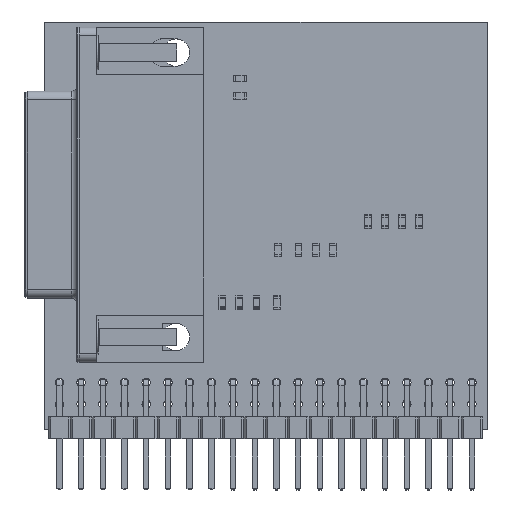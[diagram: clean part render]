
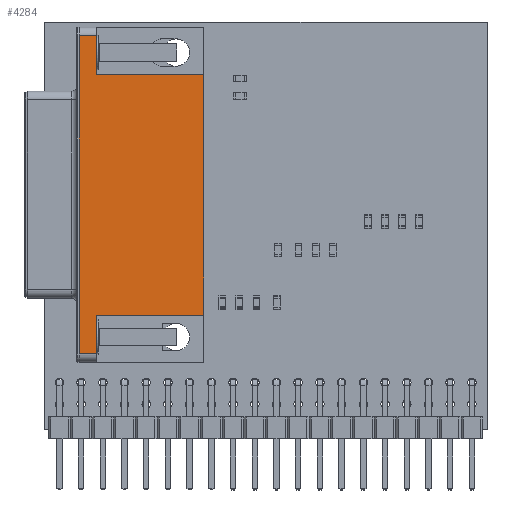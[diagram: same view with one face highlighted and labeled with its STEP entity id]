
A CAD part, top view. The second image highlights one B-rep face of the part: STEP entity #4284.
In plain terms, the highlighted planar face has unit normal (0, 0, 1).
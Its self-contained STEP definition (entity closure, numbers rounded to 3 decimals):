
#4043 = VERTEX_POINT('',#4044);
#4044 = CARTESIAN_POINT('',(-28.295,-12.74,12.5));
#4050 = EDGE_CURVE('',#4051,#4043,#4053,.T.);
#4051 = VERTEX_POINT('',#4052);
#4052 = CARTESIAN_POINT('',(8.905,-12.74,12.5));
#4053 = LINE('',#4054,#4055);
#4054 = CARTESIAN_POINT('',(8.905,-12.74,12.5));
#4055 = VECTOR('',#4056,1.);
#4056 = DIRECTION('',(-1.,0.,0.));
#4284 = ADVANCED_FACE('',(#4285),#4342,.T.);
#4285 = FACE_BOUND('',#4286,.T.);
#4286 = EDGE_LOOP('',(#4287,#4288,#4296,#4304,#4312,#4320,#4328,#4336));
#4287 = ORIENTED_EDGE('',*,*,#4050,.F.);
#4288 = ORIENTED_EDGE('',*,*,#4289,.T.);
#4289 = EDGE_CURVE('',#4051,#4290,#4292,.T.);
#4290 = VERTEX_POINT('',#4291);
#4291 = CARTESIAN_POINT('',(8.905,-10.74,12.5));
#4292 = LINE('',#4293,#4294);
#4293 = CARTESIAN_POINT('',(8.905,-12.74,12.5));
#4294 = VECTOR('',#4295,1.);
#4295 = DIRECTION('',(0.,1.,0.));
#4296 = ORIENTED_EDGE('',*,*,#4297,.F.);
#4297 = EDGE_CURVE('',#4298,#4290,#4300,.T.);
#4298 = VERTEX_POINT('',#4299);
#4299 = CARTESIAN_POINT('',(4.405,-10.74,12.5));
#4300 = LINE('',#4301,#4302);
#4301 = CARTESIAN_POINT('',(8.905,-10.74,12.5));
#4302 = VECTOR('',#4303,1.);
#4303 = DIRECTION('',(1.,0.,0.));
#4304 = ORIENTED_EDGE('',*,*,#4305,.F.);
#4305 = EDGE_CURVE('',#4306,#4298,#4308,.T.);
#4306 = VERTEX_POINT('',#4307);
#4307 = CARTESIAN_POINT('',(4.405,1.8,12.5));
#4308 = LINE('',#4309,#4310);
#4309 = CARTESIAN_POINT('',(4.405,-11.74,12.5));
#4310 = VECTOR('',#4311,1.);
#4311 = DIRECTION('',(0.,-1.,0.));
#4312 = ORIENTED_EDGE('',*,*,#4313,.T.);
#4313 = EDGE_CURVE('',#4306,#4314,#4316,.T.);
#4314 = VERTEX_POINT('',#4315);
#4315 = CARTESIAN_POINT('',(-23.795,1.8,12.5));
#4316 = LINE('',#4317,#4318);
#4317 = CARTESIAN_POINT('',(9.905,1.8,12.5));
#4318 = VECTOR('',#4319,1.);
#4319 = DIRECTION('',(-1.,0.,0.));
#4320 = ORIENTED_EDGE('',*,*,#4321,.F.);
#4321 = EDGE_CURVE('',#4322,#4314,#4324,.T.);
#4322 = VERTEX_POINT('',#4323);
#4323 = CARTESIAN_POINT('',(-23.795,-10.74,12.5));
#4324 = LINE('',#4325,#4326);
#4325 = CARTESIAN_POINT('',(-23.795,-11.74,12.5));
#4326 = VECTOR('',#4327,1.);
#4327 = DIRECTION('',(0.,1.,0.));
#4328 = ORIENTED_EDGE('',*,*,#4329,.F.);
#4329 = EDGE_CURVE('',#4330,#4322,#4332,.T.);
#4330 = VERTEX_POINT('',#4331);
#4331 = CARTESIAN_POINT('',(-28.295,-10.74,12.5));
#4332 = LINE('',#4333,#4334);
#4333 = CARTESIAN_POINT('',(-8.695,-10.74,12.5));
#4334 = VECTOR('',#4335,1.);
#4335 = DIRECTION('',(1.,0.,0.));
#4336 = ORIENTED_EDGE('',*,*,#4337,.F.);
#4337 = EDGE_CURVE('',#4043,#4330,#4338,.T.);
#4338 = LINE('',#4339,#4340);
#4339 = CARTESIAN_POINT('',(-28.295,-12.74,12.5));
#4340 = VECTOR('',#4341,1.);
#4341 = DIRECTION('',(0.,1.,0.));
#4342 = PLANE('',#4343);
#4343 = AXIS2_PLACEMENT_3D('',#4344,#4345,#4346);
#4344 = CARTESIAN_POINT('',(9.905,-12.74,12.5));
#4345 = DIRECTION('',(0.,0.,1.));
#4346 = DIRECTION('',(-1.,0.,0.));
